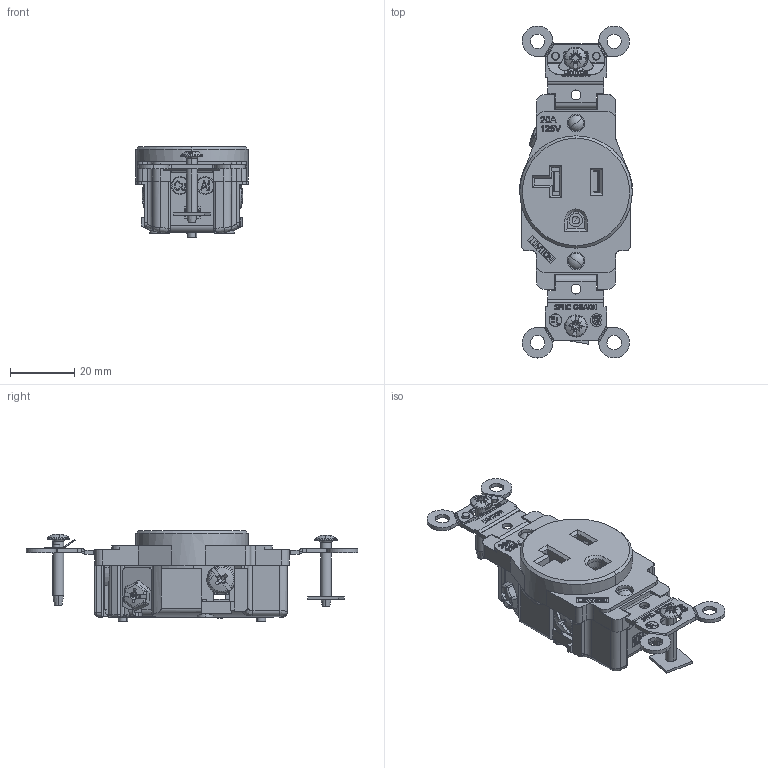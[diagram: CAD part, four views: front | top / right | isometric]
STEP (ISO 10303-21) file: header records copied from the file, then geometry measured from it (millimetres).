
FILE_DESCRIPTION (( 'STEP AP214' ), '1' );
FILE_NAME ('CATSTD-05361-000-M01.STEP', '2019-11-06T19:52:41', ( '' ), ( '' ), 'SwSTEP 2.0', 'SolidWorks 2017', '' );
FILE_SCHEMA (( 'AUTOMOTIVE_DESIGN' ));
Length unit declared in the file: inch
Products named in the file (1): CATSTD-05361-000-M01
Bounding box: 35.29 x 103.2 x 28.17 mm (x, y, z)
Surface area: 16570.8 mm2 (no closed solid volume)
Topology: 0 solids, 49 shells, 1222 faces, 5356 edges, 4093 vertices
Faces by surface type: plane 751, cylinder 232, bspline 125, cone 72, torus 24, sphere 18
Entity records: 81403 total; most frequent: CARTESIAN_POINT 24244, ORIENTED_EDGE 8050, DIRECTION 7618, EDGE_CURVE 5345, VERTEX_POINT 4093, VECTOR 3606, LINE 3606, AXIS2_PLACEMENT_3D 2006
